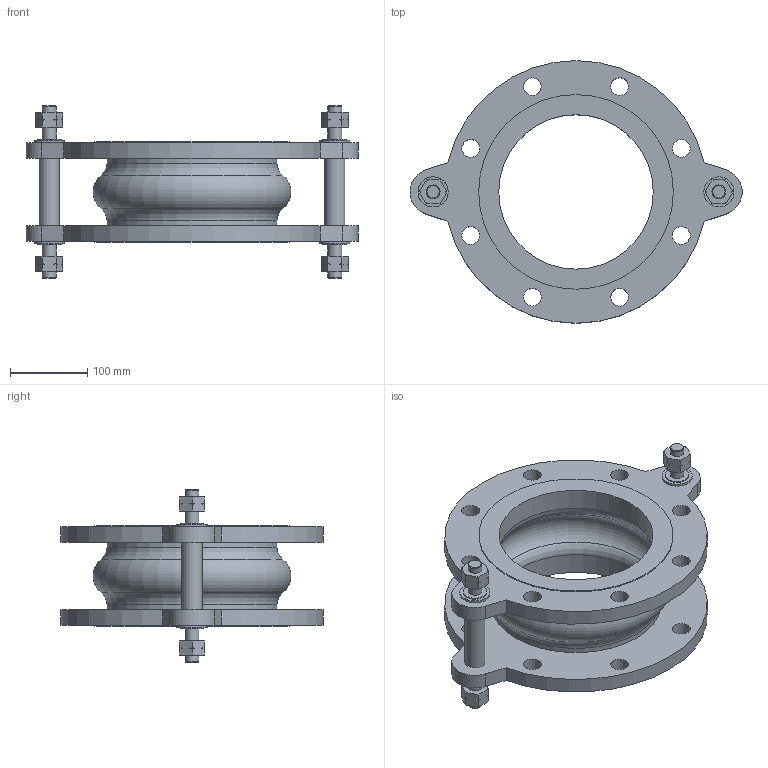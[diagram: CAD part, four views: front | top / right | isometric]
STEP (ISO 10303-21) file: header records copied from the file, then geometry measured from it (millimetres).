
FILE_DESCRIPTION(/* description */ ('Rubber Compensator VM 3920L-DN200'),/* implementation_level */ '2;1');
FILE_NAME(/* name */ 'Rubber Compensator VM 3920L-DN200.stp',/* time_stamp */ '2020-04-06T13:15:00+06:00',/* author */ ('rahul_marsute'),/* organization */ (''),/* preprocessor_version */ 'ST-DEVELOPER v18',/* originating_system */ 'Autodesk Inventor 2020',/* authorisation */ '');
FILE_SCHEMA (('AUTOMOTIVE_DESIGN { 1 0 10303 214 3 1 1 }'));
Length unit declared in the file: millimetre
Products named in the file (1): Rubber Compensator VM 3920L-DN200
Bounding box: 429.79 x 340 x 223.5 mm (x, y, z)
Volume: 3283544.7 mm3; surface area: 512869.2 mm2
Topology: 1 solids, 5 shells, 224 faces, 608 edges, 418 vertices
Faces by surface type: cone 100, plane 66, cylinder 52, torus 6
Full cylindrical faces by diameter (mm): 18 x8, 23 x20, 26 x2, 31 x4, 39 x4, 200 x2, 220 x2, 252 x2
Entity records: 7113 total; most frequent: CARTESIAN_POINT 1635, ORIENTED_EDGE 1216, DIRECTION 1106, EDGE_CURVE 608, AXIS2_PLACEMENT_3D 465, VERTEX_POINT 418, EDGE_LOOP 286, CIRCLE 240
